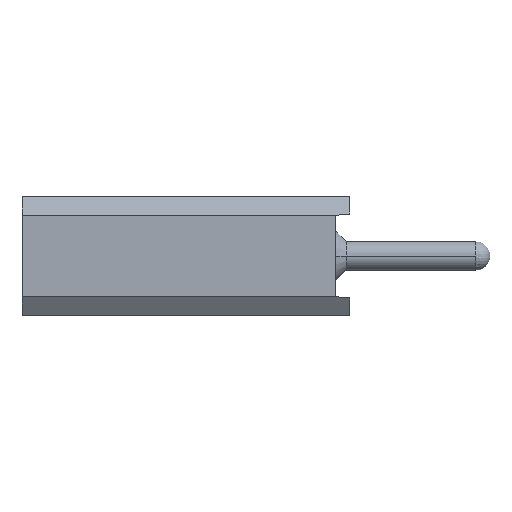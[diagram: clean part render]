
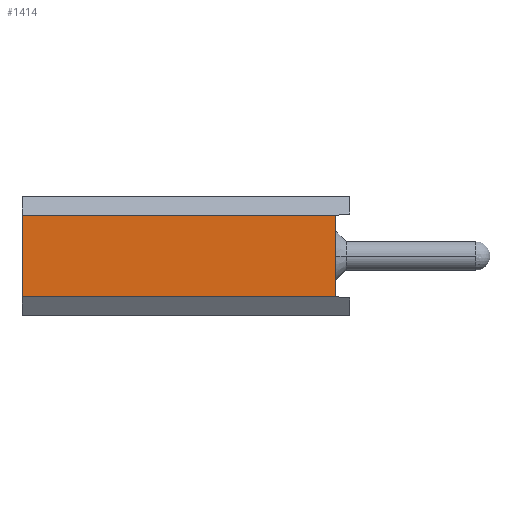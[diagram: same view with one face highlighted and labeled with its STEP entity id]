
A CAD part, left-side view. The second image highlights one B-rep face of the part: STEP entity #1414.
In plain terms, the highlighted planar face has unit normal (-1, 0, 0).
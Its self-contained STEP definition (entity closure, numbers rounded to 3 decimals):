
#1414=ADVANCED_FACE('',(#2975),#2976,.T.);
#2975=FACE_OUTER_BOUND('',#4656,.T.);
#2976=PLANE('',#4657);
#4656=EDGE_LOOP('',(#8581,#8582,#8583,#8584));
#4657=AXIS2_PLACEMENT_3D('',#8585,#8586,#8587);
#8581=ORIENTED_EDGE('',*,*,#11002,.T.);
#8582=ORIENTED_EDGE('',*,*,#11105,.T.);
#8583=ORIENTED_EDGE('',*,*,#11106,.T.);
#8584=ORIENTED_EDGE('',*,*,#11100,.F.);
#8585=CARTESIAN_POINT('',(-15.24,0.0,0.0));
#8586=DIRECTION('',(-1.0,0.0,0.0));
#8587=DIRECTION('',(0.0,0.,1.0));
#11002=EDGE_CURVE('',#13346,#13352,#13353,.T.);
#11100=EDGE_CURVE('',#13346,#13506,#13507,.T.);
#11105=EDGE_CURVE('',#13352,#13514,#13515,.T.);
#11106=EDGE_CURVE('',#13514,#13506,#13516,.T.);
#13346=VERTEX_POINT('',#16245);
#13352=VERTEX_POINT('',#16254);
#13353=LINE('',#16255,#16256);
#13506=VERTEX_POINT('',#16490);
#13507=LINE('',#16491,#16492);
#13514=VERTEX_POINT('',#16502);
#13515=LINE('',#16503,#16504);
#13516=LINE('',#16505,#16506);
#16245=CARTESIAN_POINT('',(-15.24,0.3,-0.87));
#16254=CARTESIAN_POINT('',(-15.24,0.3,0.87));
#16255=CARTESIAN_POINT('',(-15.24,0.3,0.0));
#16256=VECTOR('',#19276,1.0);
#16490=CARTESIAN_POINT('',(-15.24,7.0,-0.87));
#16491=CARTESIAN_POINT('',(-15.24,0.,-0.87));
#16492=VECTOR('',#19358,1.0);
#16502=CARTESIAN_POINT('',(-15.24,7.0,0.87));
#16503=CARTESIAN_POINT('',(-15.24,0.,0.87));
#16504=VECTOR('',#19362,1.0);
#16505=CARTESIAN_POINT('',(-15.24,7.0,-0.87));
#16506=VECTOR('',#19363,1.0);
#19276=DIRECTION('',(0.0,-0.0,1.0));
#19358=DIRECTION('',(0.0,1.0,0.));
#19362=DIRECTION('',(0.0,1.0,0.));
#19363=DIRECTION('',(0.0,0.,-1.0));
